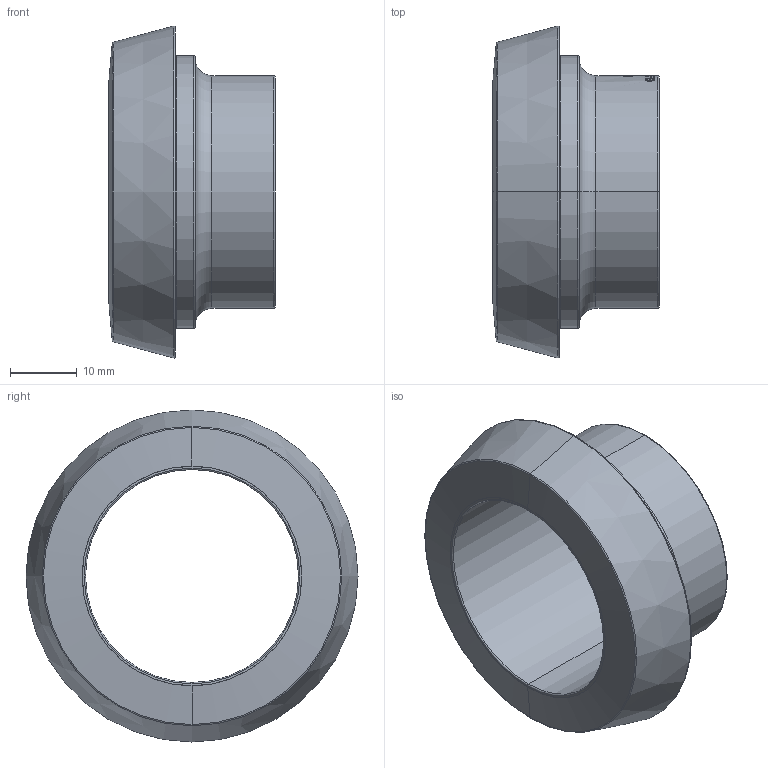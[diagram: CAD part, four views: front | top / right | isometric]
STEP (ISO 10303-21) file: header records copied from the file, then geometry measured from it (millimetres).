
FILE_DESCRIPTION (( 'STEP AP214' ), '1' );
FILE_NAME ('GL-214-032-x Kegelstutzen DIN11851 SD35 x1,5 1709.STEP', '2017-08-29T11:53:30', ( '' ), ( '' ), 'SwSTEP 2.0', 'SolidWorks 2016', '' );
FILE_SCHEMA (( 'AUTOMOTIVE_DESIGN' ));
Length unit declared in the file: millimetre
Products named in the file (1): GL-214-032-x Kegelstutzen  DIN11851 SD35 x1,5 1709
Bounding box: 25 x 49.88 x 49.88 mm (x, y, z)
Volume: 12956.9 mm3; surface area: 7439.3 mm2
Topology: 1 solids, 1 shells, 212 faces, 544 edges, 356 vertices
Faces by surface type: bspline 98, plane 66, cylinder 26, torus 18, cone 4
Entity records: 15453 total; most frequent: CARTESIAN_POINT 9116, ORIENTED_EDGE 1088, DIRECTION 589, EDGE_CURVE 544, VERTEX_POINT 356, B_SPLINE_CURVE_WITH_KNOTS 313, AXIS2_PLACEMENT_3D 243, EDGE_LOOP 236
